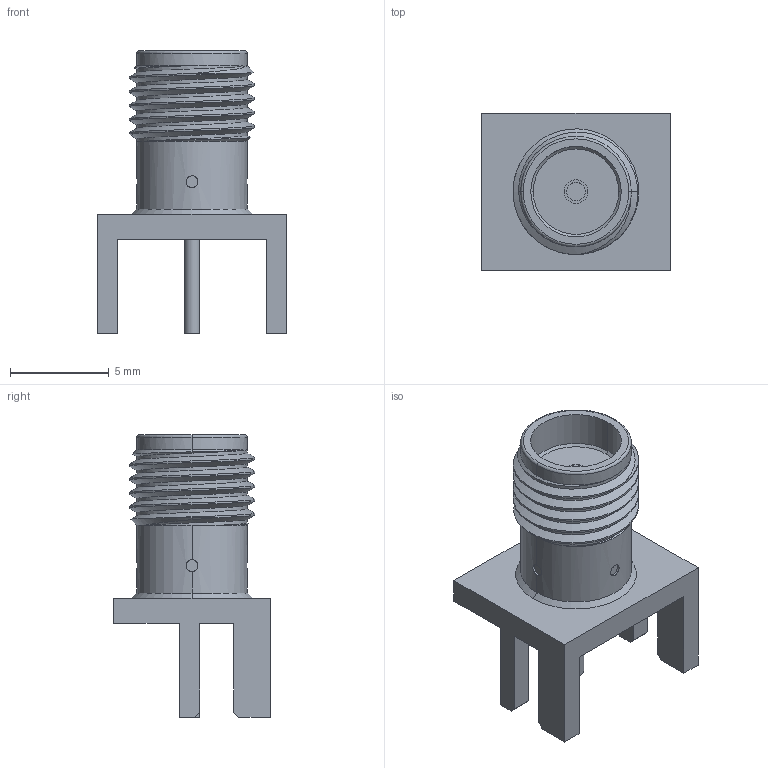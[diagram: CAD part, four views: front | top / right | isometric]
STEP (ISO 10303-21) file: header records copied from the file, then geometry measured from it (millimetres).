
FILE_DESCRIPTION (( 'STEP AP203' ), '1' );
FILE_NAME ('SC8006.step', '2019-05-10T13:15:34', ( '' ), ( '' ), 'SwSTEP 2.0', 'SolidWorks 2018', '' );
FILE_SCHEMA (( 'CONFIG_CONTROL_DESIGN' ));
Length unit declared in the file: inch
Products named in the file (1): SC8006
Bounding box: 9.53 x 7.92 x 14.27 mm (x, y, z)
Volume: 304.7 mm3; surface area: 525.2 mm2
Topology: 1 solids, 1 shells, 84 faces, 206 edges, 133 vertices
Faces by surface type: plane 35, cylinder 34, cone 10, bspline 3, torus 2
Entity records: 3649 total; most frequent: CARTESIAN_POINT 1674, ORIENTED_EDGE 412, DIRECTION 367, EDGE_CURVE 206, VERTEX_POINT 133, AXIS2_PLACEMENT_3D 129, LINE 109, VECTOR 109
